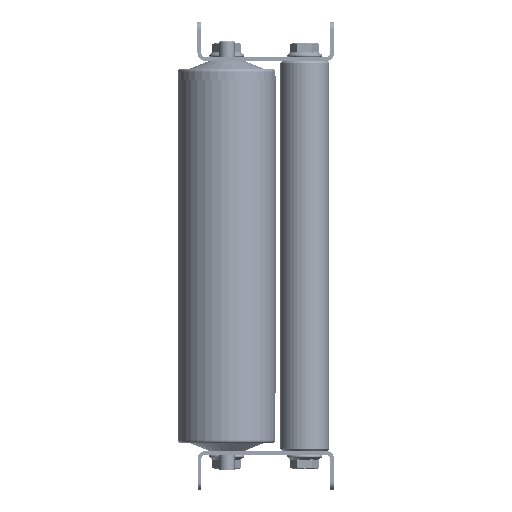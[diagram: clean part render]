
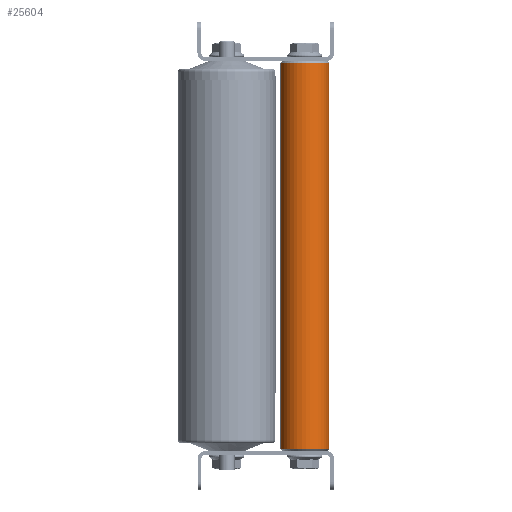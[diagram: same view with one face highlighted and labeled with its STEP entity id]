
A CAD part, left-side view. The second image highlights one B-rep face of the part: STEP entity #25604.
In plain terms, the highlighted cylindrical face has radius 12.5 mm (diameter 25 mm), a partial arc.
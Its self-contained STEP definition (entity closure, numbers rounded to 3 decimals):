
#3120 = EDGE_CURVE ( 'NONE', #26788, #20864, #38616, .T. ) ;
#3331 = AXIS2_PLACEMENT_3D ( 'NONE', #11925, #17940, #26949 ) ;
#3392 = VERTEX_POINT ( 'NONE', #37960 ) ;
#6286 = ORIENTED_EDGE ( 'NONE', *, *, #10252, .T. ) ;
#8102 = EDGE_CURVE ( 'NONE', #3392, #20864, #25310, .T. ) ;
#9347 = CIRCLE ( 'NONE', #22772, 12.5 ) ;
#10252 = EDGE_CURVE ( 'NONE', #21586, #26788, #31571, .T. ) ;
#10523 = CARTESIAN_POINT ( 'NONE',  ( 1., 0., 12.5 ) ) ;
#10803 = ORIENTED_EDGE ( 'NONE', *, *, #3120, .T. ) ;
#11799 = FACE_OUTER_BOUND ( 'NONE', #13678, .T. ) ;
#11925 = CARTESIAN_POINT ( 'NONE',  ( 1., 0., 0. ) ) ;
#11993 = DIRECTION ( 'NONE',  ( 0., 0., 1. ) ) ;
#12196 = CYLINDRICAL_SURFACE ( 'NONE', #15901, 12.5 ) ;
#13678 = EDGE_LOOP ( 'NONE', ( #18094, #6286, #10803, #17130 ) ) ;
#15901 = AXIS2_PLACEMENT_3D ( 'NONE', #30230, #39462, #11993 ) ;
#16333 = DIRECTION ( 'NONE',  ( -1., 0., 0. ) ) ;
#17130 = ORIENTED_EDGE ( 'NONE', *, *, #8102, .F. ) ;
#17940 = DIRECTION ( 'NONE',  ( 1., 0., 0. ) ) ;
#18094 = ORIENTED_EDGE ( 'NONE', *, *, #35775, .T. ) ;
#19310 = DIRECTION ( 'NONE',  ( -1., 0., 0. ) ) ;
#20864 = VERTEX_POINT ( 'NONE', #10523 ) ;
#21586 = VERTEX_POINT ( 'NONE', #33548 ) ;
#22169 = DIRECTION ( 'NONE',  ( -1., 0., 0. ) ) ;
#22287 = CARTESIAN_POINT ( 'NONE',  ( 200., 0., 12.5 ) ) ;
#22772 = AXIS2_PLACEMENT_3D ( 'NONE', #31204, #22169, #34220 ) ;
#25310 = LINE ( 'NONE', #22287, #26336 ) ;
#25604 = ADVANCED_FACE ( 'NONE', ( #11799 ), #12196, .T. ) ;
#26336 = VECTOR ( 'NONE', #16333, 1000. ) ;
#26788 = VERTEX_POINT ( 'NONE', #29796 ) ;
#26949 = DIRECTION ( 'NONE',  ( 0., 0., -1. ) ) ;
#29640 = VECTOR ( 'NONE', #19310, 1000. ) ;
#29796 = CARTESIAN_POINT ( 'NONE',  ( 1., 0., -12.5 ) ) ;
#30230 = CARTESIAN_POINT ( 'NONE',  ( 200., 0., 0. ) ) ;
#30977 = CARTESIAN_POINT ( 'NONE',  ( 200., 0., -12.5 ) ) ;
#31204 = CARTESIAN_POINT ( 'NONE',  ( 199., 0., 0. ) ) ;
#31571 = LINE ( 'NONE', #30977, #29640 ) ;
#33548 = CARTESIAN_POINT ( 'NONE',  ( 199., 0., -12.5 ) ) ;
#34220 = DIRECTION ( 'NONE',  ( 0., 0., -1. ) ) ;
#35775 = EDGE_CURVE ( 'NONE', #3392, #21586, #9347, .T. ) ;
#37960 = CARTESIAN_POINT ( 'NONE',  ( 199., 0., 12.5 ) ) ;
#38616 = CIRCLE ( 'NONE', #3331, 12.5 ) ;
#39462 = DIRECTION ( 'NONE',  ( -1., 0., 0. ) ) ;
